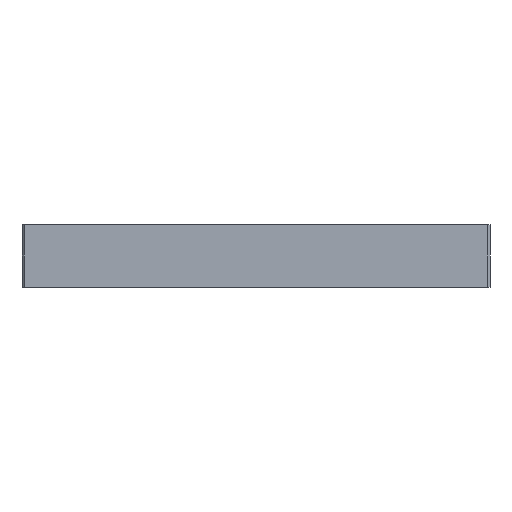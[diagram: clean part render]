
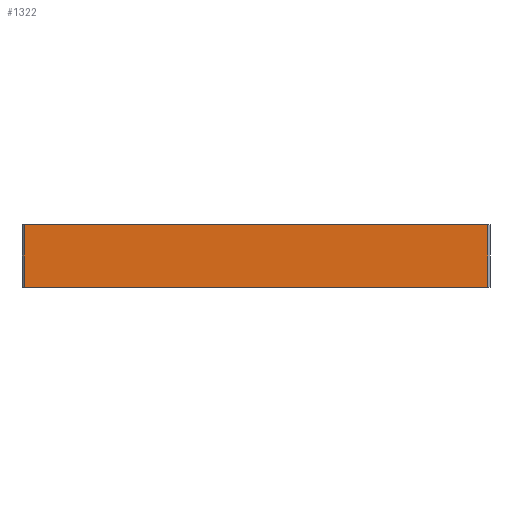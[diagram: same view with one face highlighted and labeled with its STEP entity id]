
A CAD part, front view. The second image highlights one B-rep face of the part: STEP entity #1322.
In plain terms, the highlighted planar face has unit normal (0, -1, 0).
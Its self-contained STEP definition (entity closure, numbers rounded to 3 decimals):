
#59 = CARTESIAN_POINT ( 'NONE',  ( -111.2, -143.7, 0. ) ) ;
#106 = CARTESIAN_POINT ( 'NONE',  ( 112.2, -143.7, 30. ) ) ;
#113 = ORIENTED_EDGE ( 'NONE', *, *, #1327, .F. ) ;
#193 = LINE ( 'NONE', #375, #620 ) ;
#205 = ORIENTED_EDGE ( 'NONE', *, *, #255, .T. ) ;
#239 = VECTOR ( 'NONE', #614, 1000. ) ;
#242 = ORIENTED_EDGE ( 'NONE', *, *, #894, .T. ) ;
#255 = EDGE_CURVE ( 'NONE', #859, #330, #1059, .T. ) ;
#259 = VERTEX_POINT ( 'NONE', #531 ) ;
#330 = VERTEX_POINT ( 'NONE', #442 ) ;
#375 = CARTESIAN_POINT ( 'NONE',  ( -111.2, -143.7, 30. ) ) ;
#400 = DIRECTION ( 'NONE',  ( 0., 0., -1. ) ) ;
#414 = DIRECTION ( 'NONE',  ( 0., 0., 1. ) ) ;
#442 = CARTESIAN_POINT ( 'NONE',  ( -111.2, -143.7, 30. ) ) ;
#526 = VERTEX_POINT ( 'NONE', #59 ) ;
#531 = CARTESIAN_POINT ( 'NONE',  ( 111.2, -143.7, 0. ) ) ;
#534 = AXIS2_PLACEMENT_3D ( 'NONE', #1051, #1142, #1026 ) ;
#582 = VECTOR ( 'NONE', #414, 1000. ) ;
#614 = DIRECTION ( 'NONE',  ( -1., 0., 0. ) ) ;
#620 = VECTOR ( 'NONE', #400, 1000. ) ;
#624 = FACE_OUTER_BOUND ( 'NONE', #755, .T. ) ;
#708 = CARTESIAN_POINT ( 'NONE',  ( 111.2, -143.7, 30. ) ) ;
#714 = CARTESIAN_POINT ( 'NONE',  ( 112.2, -143.7, 0. ) ) ;
#735 = PLANE ( 'NONE',  #534 ) ;
#755 = EDGE_LOOP ( 'NONE', ( #205, #242, #113, #860 ) ) ;
#833 = LINE ( 'NONE', #714, #870 ) ;
#859 = VERTEX_POINT ( 'NONE', #708 ) ;
#860 = ORIENTED_EDGE ( 'NONE', *, *, #1384, .T. ) ;
#870 = VECTOR ( 'NONE', #1135, 1000. ) ;
#894 = EDGE_CURVE ( 'NONE', #330, #526, #193, .T. ) ;
#1026 = DIRECTION ( 'NONE',  ( 0., 0., -1. ) ) ;
#1051 = CARTESIAN_POINT ( 'NONE',  ( 112.2, -143.7, 30. ) ) ;
#1059 = LINE ( 'NONE', #106, #239 ) ;
#1135 = DIRECTION ( 'NONE',  ( -1., 0., 0. ) ) ;
#1142 = DIRECTION ( 'NONE',  ( 0., -1., 0. ) ) ;
#1263 = LINE ( 'NONE', #1368, #582 ) ;
#1322 = ADVANCED_FACE ( 'NONE', ( #624 ), #735, .T. ) ;
#1327 = EDGE_CURVE ( 'NONE', #259, #526, #833, .T. ) ;
#1368 = CARTESIAN_POINT ( 'NONE',  ( 111.2, -143.7, 30. ) ) ;
#1384 = EDGE_CURVE ( 'NONE', #259, #859, #1263, .T. ) ;
